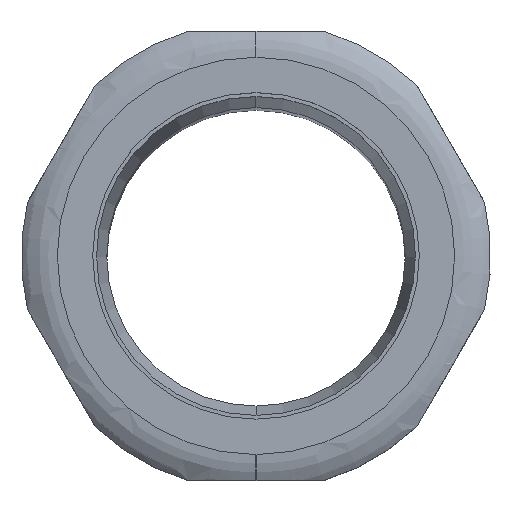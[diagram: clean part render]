
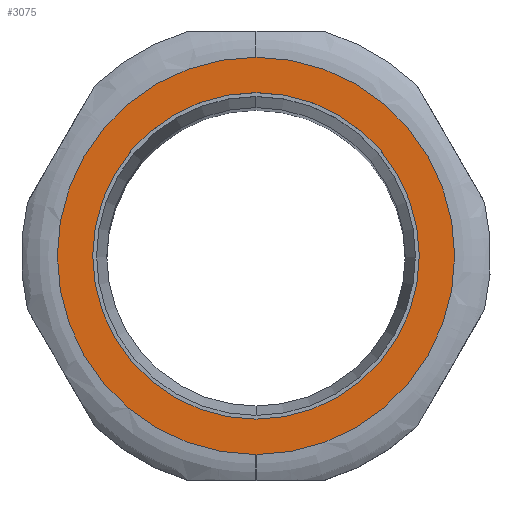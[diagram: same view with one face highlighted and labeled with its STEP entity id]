
A CAD part, top view. The second image highlights one B-rep face of the part: STEP entity #3075.
In plain terms, the highlighted planar face has unit normal (0, 0, 1).
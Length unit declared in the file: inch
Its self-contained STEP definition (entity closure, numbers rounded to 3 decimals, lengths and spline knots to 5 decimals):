
#630=CARTESIAN_POINT('',(0.,0.,0.));
#631=DIRECTION('',(0.,0.,-1.));
#632=DIRECTION('',(0.,-1.,0.));
#633=AXIS2_PLACEMENT_3D('',#630,#631,#632);
#635=CARTESIAN_POINT('',(0.,0.,0.));
#636=DIRECTION('',(0.,0.,-1.));
#637=DIRECTION('',(0.,1.,0.));
#638=AXIS2_PLACEMENT_3D('',#635,#636,#637);
#640=CARTESIAN_POINT('',(0.,0.,0.));
#641=DIRECTION('',(0.,0.,1.));
#642=DIRECTION('',(-1.,0.,0.));
#643=AXIS2_PLACEMENT_3D('',#640,#641,#642);
#645=CARTESIAN_POINT('',(0.,0.,0.));
#646=DIRECTION('',(0.,0.,1.));
#647=DIRECTION('',(1.,0.,0.));
#648=AXIS2_PLACEMENT_3D('',#645,#646,#647);
#1879=CARTESIAN_POINT('',(0.,0.77875,0.));
#1880=CARTESIAN_POINT('',(0.,-0.77875,0.));
#1881=VERTEX_POINT('',#1879);
#1882=VERTEX_POINT('',#1880);
#1907=CARTESIAN_POINT('',(-0.64,0.,0.));
#1908=CARTESIAN_POINT('',(0.64,0.,0.));
#1909=VERTEX_POINT('',#1907);
#1910=VERTEX_POINT('',#1908);
#3060=CARTESIAN_POINT('',(0.,0.,0.));
#3061=DIRECTION('',(0.,0.,1.));
#3062=DIRECTION('',(-1.,0.,0.));
#3063=AXIS2_PLACEMENT_3D('',#3060,#3061,#3062);
#3064=PLANE('',#3063);
#3066=ORIENTED_EDGE('',*,*,#3065,.T.);
#3068=ORIENTED_EDGE('',*,*,#3067,.T.);
#3069=EDGE_LOOP('',(#3066,#3068));
#3070=FACE_OUTER_BOUND('',#3069,.F.);
#3071=ORIENTED_EDGE('',*,*,#3040,.T.);
#3072=ORIENTED_EDGE('',*,*,#3054,.T.);
#3073=EDGE_LOOP('',(#3071,#3072));
#3074=FACE_BOUND('',#3073,.F.);
#3075=ADVANCED_FACE('',(#3070,#3074),#3064,.T.);
#634=CIRCLE('',#633,0.77875);
#639=CIRCLE('',#638,0.77875);
#644=CIRCLE('',#643,0.64);
#649=CIRCLE('',#648,0.64);
#3040=EDGE_CURVE('',#1909,#1910,#644,.T.);
#3054=EDGE_CURVE('',#1910,#1909,#649,.T.);
#3065=EDGE_CURVE('',#1882,#1881,#634,.T.);
#3067=EDGE_CURVE('',#1881,#1882,#639,.T.);
